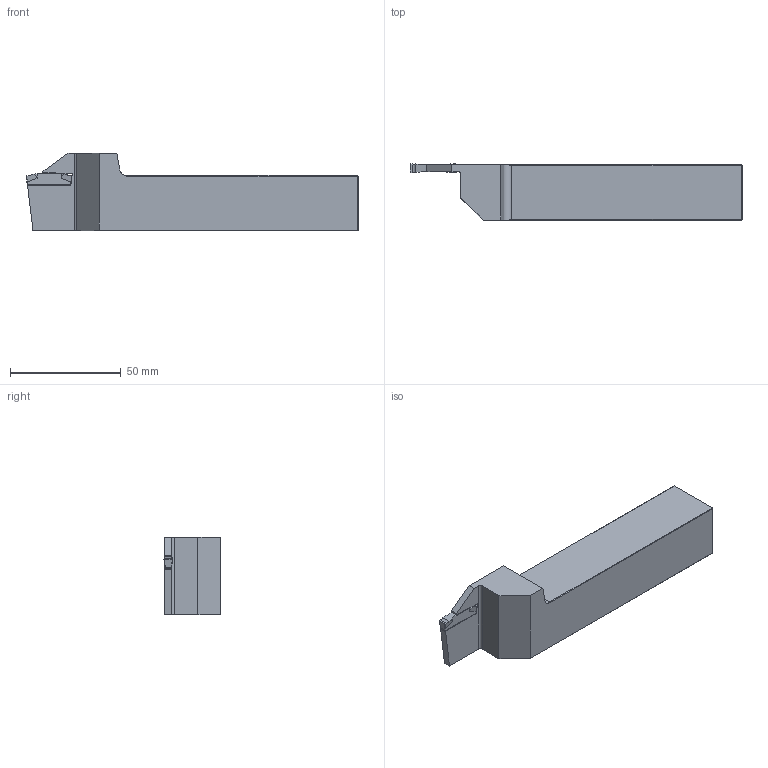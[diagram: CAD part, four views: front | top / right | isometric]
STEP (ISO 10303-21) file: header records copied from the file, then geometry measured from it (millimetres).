
FILE_DESCRIPTION(/* description */ (''),/* implementation_level */ '2;1');
FILE_NAME(/* name */ 'ADKT-GP-L-2525-4-T22.stp',/* time_stamp */ '2023-10-27T18:40:50+03:00',/* author */ (''),/* organization */ (''),/* preprocessor_version */ 'ST-DEVELOPER v19.4',/* originating_system */ 'SIEMENS PLM Software NX2306.3001',/* authorisation */ '');
FILE_SCHEMA (('AUTOMOTIVE_DESIGN { 1 0 10303 214 3 1 1 1 }'));
Length unit declared in the file: millimetre
Products named in the file (1): ADKT-GP-R-2525-4-T22-light
Bounding box: 150 x 25.4 x 35 mm (x, y, z)
Volume: 84460.6 mm3; surface area: 16023.4 mm2
Topology: 2 solids, 2 shells, 66 faces, 170 edges, 108 vertices
Faces by surface type: plane 49, cylinder 17
Entity records: 2246 total; most frequent: CARTESIAN_POINT 345, ORIENTED_EDGE 340, DIRECTION 336, EDGE_CURVE 170, LINE 138, VECTOR 138, VERTEX_POINT 108, AXIS2_PLACEMENT_3D 99
